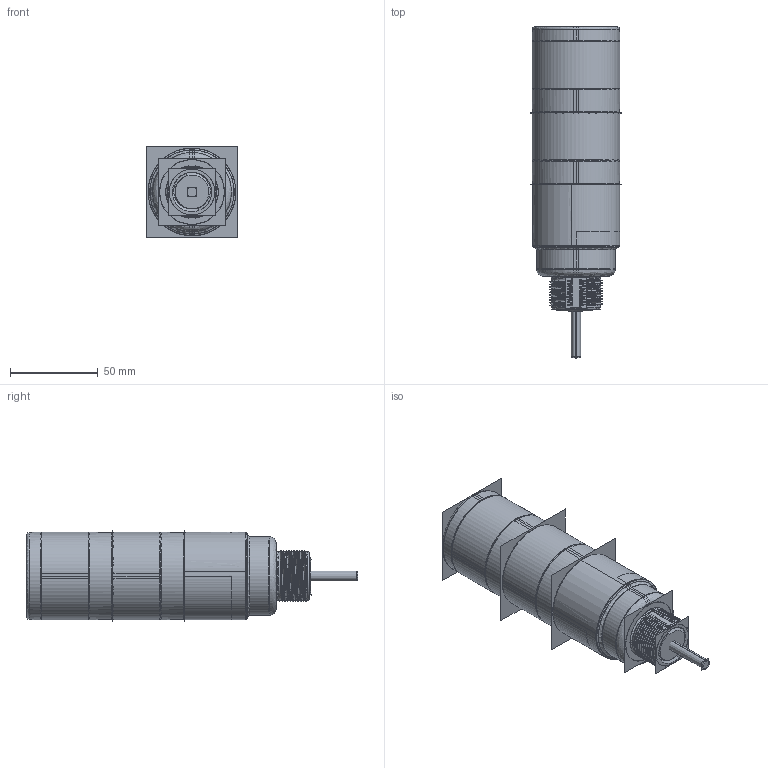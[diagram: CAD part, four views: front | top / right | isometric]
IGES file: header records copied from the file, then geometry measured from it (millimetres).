
Start section:  PTC IGES file: 145183_sm01.igs
Global section: file name: 145183_sm01.igs; native system: Creo Parametric by PTC Inc.; preprocessor: 2019292; author: PDMAdmin; organization: Unknown; date: 20220629.103945; units: millimetre
Bounding box: 52 x 189.08 x 52 mm (x, y, z)
Volume: 281617.4 mm3; surface area: 134219.5 mm2
Topology: 1 solids, 1 shells, 334 faces, 1706 edges, 2152 vertices
Faces by surface type: bspline 172, revolution 162
